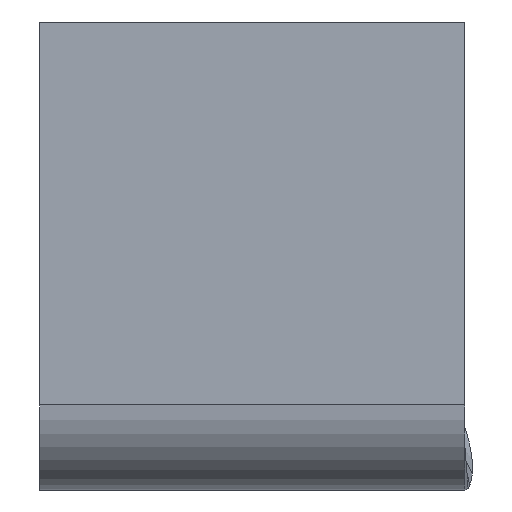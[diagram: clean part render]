
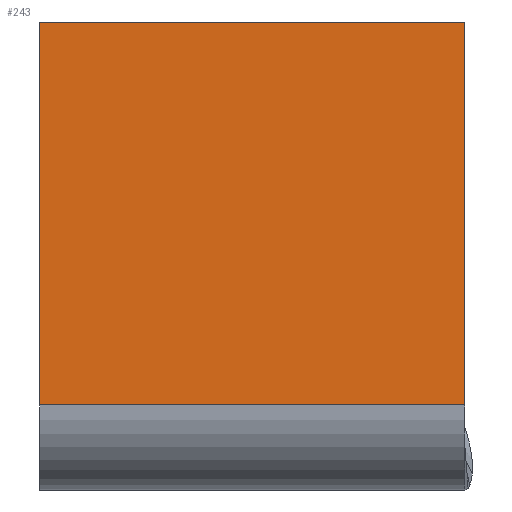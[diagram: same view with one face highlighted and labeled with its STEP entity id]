
A CAD part, front view. The second image highlights one B-rep face of the part: STEP entity #243.
In plain terms, the highlighted planar face has unit normal (0, -1, 0).
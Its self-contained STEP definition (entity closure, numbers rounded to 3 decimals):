
#9 = CARTESIAN_POINT ( 'NONE',  ( 15., 0., -27. ) ) ;
#20 = LINE ( 'NONE', #83, #435 ) ;
#44 = CARTESIAN_POINT ( 'NONE',  ( 0., 0., -27. ) ) ;
#59 = ORIENTED_EDGE ( 'NONE', *, *, #448, .F. ) ;
#83 = CARTESIAN_POINT ( 'NONE',  ( 15., 0., 0. ) ) ;
#84 = CARTESIAN_POINT ( 'NONE',  ( -15., 0., -27. ) ) ;
#95 = VERTEX_POINT ( 'NONE', #9 ) ;
#103 = CARTESIAN_POINT ( 'NONE',  ( -15., 0., 0. ) ) ;
#115 = VECTOR ( 'NONE', #543, 1000. ) ;
#122 = LINE ( 'NONE', #44, #566 ) ;
#129 = EDGE_CURVE ( 'NONE', #208, #627, #557, .T. ) ;
#134 = LINE ( 'NONE', #540, #115 ) ;
#141 = DIRECTION ( 'NONE',  ( 0., 0., 1. ) ) ;
#173 = ORIENTED_EDGE ( 'NONE', *, *, #129, .F. ) ;
#176 = ORIENTED_EDGE ( 'NONE', *, *, #635, .F. ) ;
#208 = VERTEX_POINT ( 'NONE', #84 ) ;
#210 = CARTESIAN_POINT ( 'NONE',  ( 0., 0., 0. ) ) ;
#243 = ADVANCED_FACE ( 'NONE', ( #292 ), #530, .F. ) ;
#264 = DIRECTION ( 'NONE',  ( 0., 1., 0. ) ) ;
#288 = ORIENTED_EDGE ( 'NONE', *, *, #321, .F. ) ;
#292 = FACE_OUTER_BOUND ( 'NONE', #411, .T. ) ;
#321 = EDGE_CURVE ( 'NONE', #95, #208, #122, .T. ) ;
#331 = CARTESIAN_POINT ( 'NONE',  ( -15., 0., -89.755 ) ) ;
#401 = VECTOR ( 'NONE', #141, 1000. ) ;
#411 = EDGE_LOOP ( 'NONE', ( #288, #59, #176, #173 ) ) ;
#435 = VECTOR ( 'NONE', #472, 1000. ) ;
#448 = EDGE_CURVE ( 'NONE', #492, #95, #20, .T. ) ;
#472 = DIRECTION ( 'NONE',  ( 0., 0., -1. ) ) ;
#492 = VERTEX_POINT ( 'NONE', #623 ) ;
#526 = AXIS2_PLACEMENT_3D ( 'NONE', #210, #264, #574 ) ;
#530 = PLANE ( 'NONE',  #526 ) ;
#540 = CARTESIAN_POINT ( 'NONE',  ( -15., 0., 0. ) ) ;
#543 = DIRECTION ( 'NONE',  ( 1., 0., 0. ) ) ;
#557 = LINE ( 'NONE', #331, #401 ) ;
#566 = VECTOR ( 'NONE', #582, 1000. ) ;
#574 = DIRECTION ( 'NONE',  ( 0., 0., 1. ) ) ;
#582 = DIRECTION ( 'NONE',  ( -1., 0., 0. ) ) ;
#623 = CARTESIAN_POINT ( 'NONE',  ( 15., 0., 0. ) ) ;
#627 = VERTEX_POINT ( 'NONE', #103 ) ;
#635 = EDGE_CURVE ( 'NONE', #627, #492, #134, .T. ) ;
